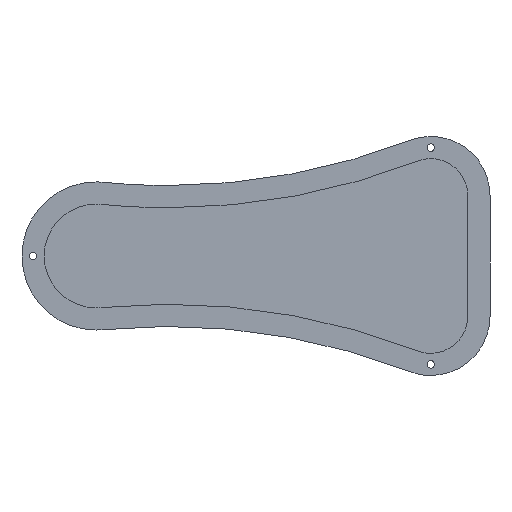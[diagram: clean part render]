
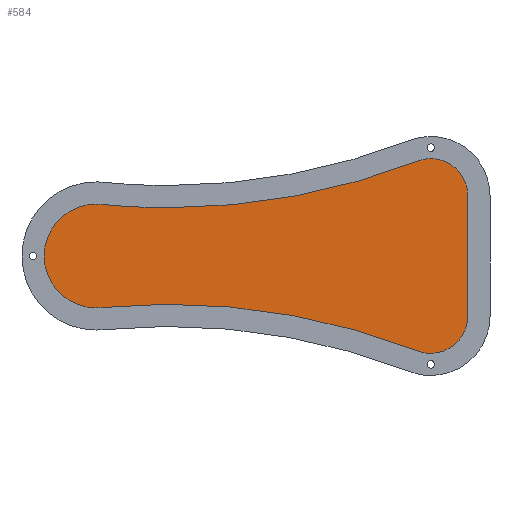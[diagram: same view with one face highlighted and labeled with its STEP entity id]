
A CAD part, front view. The second image highlights one B-rep face of the part: STEP entity #584.
In plain terms, the highlighted planar face has unit normal (0, -1, 0).
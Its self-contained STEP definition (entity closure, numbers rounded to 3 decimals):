
#5 = VERTEX_POINT ( 'NONE', #744 ) ;
#8 = CARTESIAN_POINT ( 'NONE',  ( 0., 85., 0. ) ) ;
#20 = CARTESIAN_POINT ( 'NONE',  ( 0., 85., -35. ) ) ;
#47 = LINE ( 'NONE', #778, #450 ) ;
#53 = CARTESIAN_POINT ( 'NONE',  ( 0., 85., 0. ) ) ;
#57 = DIRECTION ( 'NONE',  ( 0., 0., -1. ) ) ;
#69 = CARTESIAN_POINT ( 'NONE',  ( 217.024, 85., 64.03 ) ) ;
#71 = VERTEX_POINT ( 'NONE', #751 ) ;
#106 = CARTESIAN_POINT ( 'NONE',  ( 226.06, 85., 40.72 ) ) ;
#120 = VERTEX_POINT ( 'NONE', #1242 ) ;
#125 = CARTESIAN_POINT ( 'NONE',  ( 48.963, 85., 497.597 ) ) ;
#157 = AXIS2_PLACEMENT_3D ( 'NONE', #1565, #881, #1024 ) ;
#159 = ORIENTED_EDGE ( 'NONE', *, *, #1432, .T. ) ;
#167 = AXIS2_PLACEMENT_3D ( 'NONE', #317, #1460, #57 ) ;
#168 = DIRECTION ( 'NONE',  ( 0., -1., 0. ) ) ;
#225 = CARTESIAN_POINT ( 'NONE',  ( 217.024, 85., -64.03 ) ) ;
#264 = CIRCLE ( 'NONE', #1492, 35. ) ;
#266 = CARTESIAN_POINT ( 'NONE',  ( 48.963, 85., 32.597 ) ) ;
#283 = CIRCLE ( 'NONE', #616, 35. ) ;
#317 = CARTESIAN_POINT ( 'NONE',  ( 226.06, 85., -40.72 ) ) ;
#344 = CARTESIAN_POINT ( 'NONE',  ( 48.963, 85., 497.597 ) ) ;
#383 = ORIENTED_EDGE ( 'NONE', *, *, #1366, .T. ) ;
#450 = VECTOR ( 'NONE', #1054, 1000. ) ;
#462 = DIRECTION ( 'NONE',  ( 0., 0., -1. ) ) ;
#576 = DIRECTION ( 'NONE',  ( 0., 0., -1. ) ) ;
#577 = CIRCLE ( 'NONE', #157, 465. ) ;
#584 = ADVANCED_FACE ( 'NONE', ( #1099 ), #1611, .T. ) ;
#616 = AXIS2_PLACEMENT_3D ( 'NONE', #8, #898, #1424 ) ;
#627 = DIRECTION ( 'NONE',  ( 0., 0., -1. ) ) ;
#681 = VERTEX_POINT ( 'NONE', #1020 ) ;
#715 = VERTEX_POINT ( 'NONE', #266 ) ;
#716 = EDGE_CURVE ( 'NONE', #5, #1165, #283, .T. ) ;
#744 = CARTESIAN_POINT ( 'NONE',  ( 0., 85., 35. ) ) ;
#751 = CARTESIAN_POINT ( 'NONE',  ( 226.06, 85., -65.72 ) ) ;
#778 = CARTESIAN_POINT ( 'NONE',  ( 251.06, 85., -40.72 ) ) ;
#790 = ORIENTED_EDGE ( 'NONE', *, *, #1455, .T. ) ;
#823 = ORIENTED_EDGE ( 'NONE', *, *, #1035, .T. ) ;
#830 = DIRECTION ( 'NONE',  ( 0., -1., 0. ) ) ;
#833 = EDGE_CURVE ( 'NONE', #120, #1009, #577, .T. ) ;
#836 = CARTESIAN_POINT ( 'NONE',  ( 0., 85., 0. ) ) ;
#881 = DIRECTION ( 'NONE',  ( 0., 1., 0. ) ) ;
#882 = ORIENTED_EDGE ( 'NONE', *, *, #918, .T. ) ;
#898 = DIRECTION ( 'NONE',  ( 0., -1., 0. ) ) ;
#902 = AXIS2_PLACEMENT_3D ( 'NONE', #954, #830, #1063 ) ;
#904 = CIRCLE ( 'NONE', #1200, 35. ) ;
#911 = CIRCLE ( 'NONE', #1069, 465. ) ;
#918 = EDGE_CURVE ( 'NONE', #71, #973, #1135, .T. ) ;
#952 = AXIS2_PLACEMENT_3D ( 'NONE', #106, #985, #462 ) ;
#954 = CARTESIAN_POINT ( 'NONE',  ( 226.06, 85., 40.72 ) ) ;
#958 = DIRECTION ( 'NONE',  ( 0., -1., 0. ) ) ;
#961 = ORIENTED_EDGE ( 'NONE', *, *, #1215, .T. ) ;
#972 = DIRECTION ( 'NONE',  ( 0., 1., 0. ) ) ;
#973 = VERTEX_POINT ( 'NONE', #1126 ) ;
#984 = CIRCLE ( 'NONE', #1628, 465. ) ;
#985 = DIRECTION ( 'NONE',  ( 0., -1., 0. ) ) ;
#1009 = VERTEX_POINT ( 'NONE', #225 ) ;
#1020 = CARTESIAN_POINT ( 'NONE',  ( 251.06, 85., 40.72 ) ) ;
#1024 = DIRECTION ( 'NONE',  ( 0., 0., -1. ) ) ;
#1035 = EDGE_CURVE ( 'NONE', #1425, #715, #911, .T. ) ;
#1054 = DIRECTION ( 'NONE',  ( 0., 0., 1. ) ) ;
#1063 = DIRECTION ( 'NONE',  ( 0., 0., -1. ) ) ;
#1069 = AXIS2_PLACEMENT_3D ( 'NONE', #344, #972, #1261 ) ;
#1072 = EDGE_LOOP ( 'NONE', ( #383, #823, #1430, #961, #1272, #790, #1281, #159, #882, #1639 ) ) ;
#1082 = VERTEX_POINT ( 'NONE', #1620 ) ;
#1096 = DIRECTION ( 'NONE',  ( 0., -1., 0. ) ) ;
#1099 = FACE_OUTER_BOUND ( 'NONE', #1072, .T. ) ;
#1100 = EDGE_CURVE ( 'NONE', #715, #1082, #984, .T. ) ;
#1126 = CARTESIAN_POINT ( 'NONE',  ( 251.06, 85., -40.72 ) ) ;
#1135 = CIRCLE ( 'NONE', #167, 25. ) ;
#1165 = VERTEX_POINT ( 'NONE', #20 ) ;
#1173 = CIRCLE ( 'NONE', #1473, 25. ) ;
#1200 = AXIS2_PLACEMENT_3D ( 'NONE', #836, #1096, #1609 ) ;
#1215 = EDGE_CURVE ( 'NONE', #1082, #5, #264, .T. ) ;
#1217 = CARTESIAN_POINT ( 'NONE',  ( 226.06, 85., -40.72 ) ) ;
#1242 = CARTESIAN_POINT ( 'NONE',  ( 3.427, 85., -34.832 ) ) ;
#1261 = DIRECTION ( 'NONE',  ( 0., 0., -1. ) ) ;
#1272 = ORIENTED_EDGE ( 'NONE', *, *, #716, .T. ) ;
#1281 = ORIENTED_EDGE ( 'NONE', *, *, #833, .T. ) ;
#1321 = EDGE_CURVE ( 'NONE', #973, #681, #47, .T. ) ;
#1366 = EDGE_CURVE ( 'NONE', #681, #1425, #1622, .T. ) ;
#1416 = DIRECTION ( 'NONE',  ( 0., 1., 0. ) ) ;
#1424 = DIRECTION ( 'NONE',  ( 0., 0., -1. ) ) ;
#1425 = VERTEX_POINT ( 'NONE', #69 ) ;
#1430 = ORIENTED_EDGE ( 'NONE', *, *, #1100, .T. ) ;
#1432 = EDGE_CURVE ( 'NONE', #1009, #71, #1173, .T. ) ;
#1455 = EDGE_CURVE ( 'NONE', #1165, #120, #904, .T. ) ;
#1460 = DIRECTION ( 'NONE',  ( 0., -1., 0. ) ) ;
#1473 = AXIS2_PLACEMENT_3D ( 'NONE', #1217, #958, #576 ) ;
#1492 = AXIS2_PLACEMENT_3D ( 'NONE', #53, #168, #1535 ) ;
#1535 = DIRECTION ( 'NONE',  ( 0., 0., -1. ) ) ;
#1565 = CARTESIAN_POINT ( 'NONE',  ( 48.963, 85., -497.597 ) ) ;
#1609 = DIRECTION ( 'NONE',  ( 0., 0., -1. ) ) ;
#1611 = PLANE ( 'NONE',  #952 ) ;
#1620 = CARTESIAN_POINT ( 'NONE',  ( 3.427, 85., 34.832 ) ) ;
#1622 = CIRCLE ( 'NONE', #902, 25. ) ;
#1628 = AXIS2_PLACEMENT_3D ( 'NONE', #125, #1416, #627 ) ;
#1639 = ORIENTED_EDGE ( 'NONE', *, *, #1321, .T. ) ;
